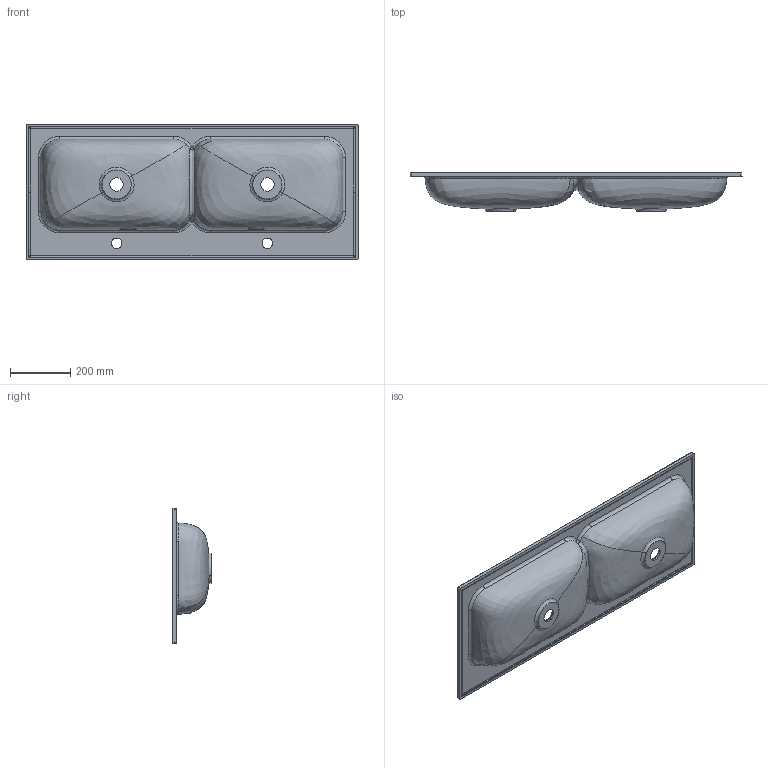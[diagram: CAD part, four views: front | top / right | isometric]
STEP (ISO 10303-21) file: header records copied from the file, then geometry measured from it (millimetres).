
FILE_DESCRIPTION (( 'STEP AP214' ), '1' );
FILE_NAME ('Della 1100D.STEP', '2019-12-24T09:48:59', ( '' ), ( '' ), 'SwSTEP 2.0', 'SolidWorks 2018', '' );
FILE_SCHEMA (( 'AUTOMOTIVE_DESIGN' ));
Length unit declared in the file: millimetre
Products named in the file (1): Della 1100D
Bounding box: 1100.98 x 130 x 450.73 mm (x, y, z)
Volume: 7806448.3 mm3; surface area: 1387930.4 mm2
Topology: 1 solids, 1 shells, 140 faces, 376 edges, 230 vertices
Faces by surface type: bspline 65, cylinder 42, plane 15, sphere 10, cone 8
Entity records: 55567 total; most frequent: CARTESIAN_POINT 52588, ORIENTED_EDGE 732, DIRECTION 474, EDGE_CURVE 366, VERTEX_POINT 230, AXIS2_PLACEMENT_3D 196, EDGE_LOOP 154, ADVANCED_FACE 140
